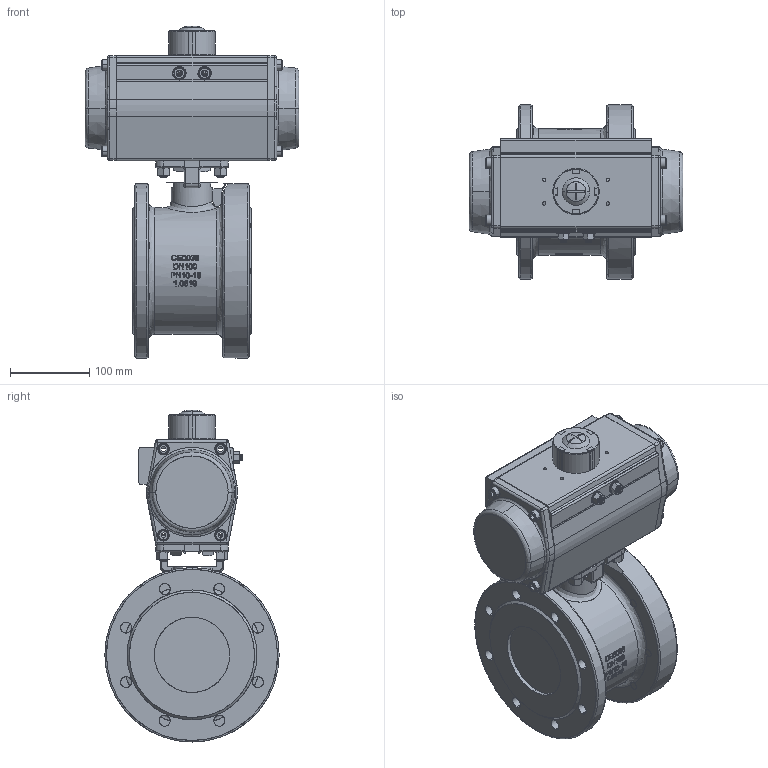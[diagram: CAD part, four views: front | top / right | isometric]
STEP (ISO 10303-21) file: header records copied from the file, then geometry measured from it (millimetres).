
FILE_DESCRIPTION (( 'STEP AP214' ), '1' );
FILE_NAME ('PK06_DN100 (PK06000011).STEP', '2022-05-02T08:19:16', ( '' ), ( '' ), 'SwSTEP 2.0', 'SolidWorks 2021', '' );
FILE_SCHEMA (( 'AUTOMOTIVE_DESIGN' ));
Length unit declared in the file: metre
Products named in the file (1): PK06_DN100 (PK06000011)
Bounding box: 270 x 220 x 419.19 mm (x, y, z)
Surface area: 448116.2 mm2 (no closed solid volume)
Topology: 0 solids, 745 shells, 991 faces, 4933 edges, 4579 vertices
Faces by surface type: plane 335, cylinder 304, bspline 219, cone 114, torus 15, sphere 4
Entity records: 120219 total; most frequent: CARTESIAN_POINT 75065, DIRECTION 5761, ORIENTED_EDGE 5383, EDGE_CURVE 4899, VERTEX_POINT 4579, AXIS2_PLACEMENT_3D 1994, B_SPLINE_CURVE_WITH_KNOTS 1905, LINE 1773
